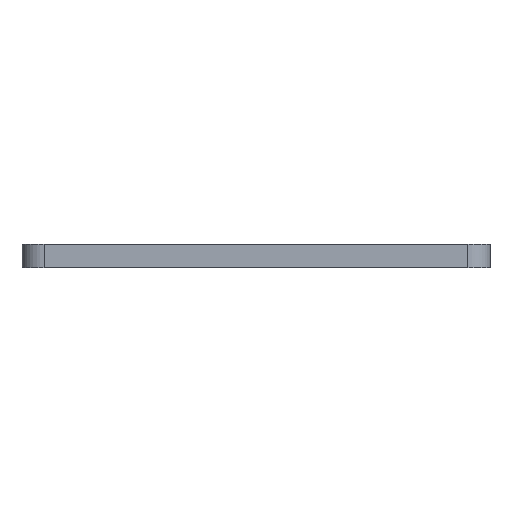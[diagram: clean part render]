
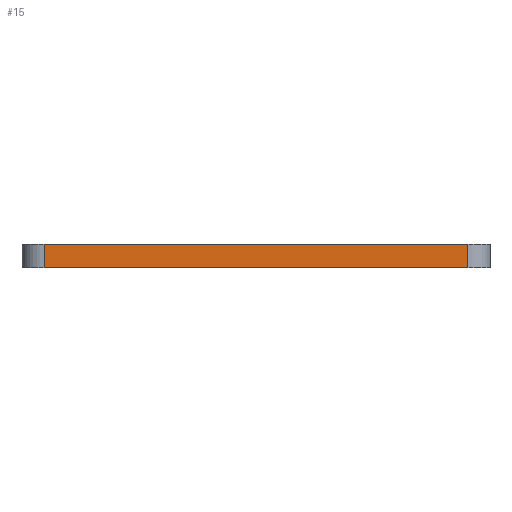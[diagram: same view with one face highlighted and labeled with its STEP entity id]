
A CAD part, left-side view. The second image highlights one B-rep face of the part: STEP entity #15.
In plain terms, the highlighted planar face has unit normal (-1, 0, 0).
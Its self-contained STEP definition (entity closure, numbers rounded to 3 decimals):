
#15=ADVANCED_FACE('',(#97),#1193,.T.);
#97=FACE_OUTER_BOUND('',#175,.T.);
#175=EDGE_LOOP('',(#292,#293,#294,#295));
#292=ORIENTED_EDGE('',*,*,#641,.F.);
#293=ORIENTED_EDGE('',*,*,#623,.F.);
#294=ORIENTED_EDGE('',*,*,#642,.F.);
#295=ORIENTED_EDGE('',*,*,#640,.F.);
#623=EDGE_CURVE('',#1050,#1051,#919,.T.);
#640=EDGE_CURVE('',#1084,#1085,#936,.T.);
#641=EDGE_CURVE('',#1051,#1084,#937,.T.);
#642=EDGE_CURVE('',#1085,#1050,#938,.T.);
#919=B_SPLINE_CURVE_WITH_KNOTS('',1,(#2072,#2073),.UNSPECIFIED.,.F.,.F.,
(2,2),(0.,76.),.UNSPECIFIED.);
#936=B_SPLINE_CURVE_WITH_KNOTS('',1,(#2106,#2107),.UNSPECIFIED.,.F.,.F.,
(2,2),(-76.,0.),.UNSPECIFIED.);
#937=B_SPLINE_CURVE_WITH_KNOTS('',1,(#2108,#2109),.UNSPECIFIED.,.F.,.F.,
(2,2),(-4.15,0.),.UNSPECIFIED.);
#938=B_SPLINE_CURVE_WITH_KNOTS('',1,(#2110,#2111),.UNSPECIFIED.,.F.,.F.,
(2,2),(-4.15,0.),.UNSPECIFIED.);
#1050=VERTEX_POINT('',#1960);
#1051=VERTEX_POINT('',#1961);
#1084=VERTEX_POINT('',#1994);
#1085=VERTEX_POINT('',#1995);
#1193=PLANE('',#1319);
#1319=AXIS2_PLACEMENT_3D('',#1609,#1436,$);
#1436=DIRECTION('',(-1.,0.,0.));
#1609=CARTESIAN_POINT('',(-21.,-24.6,-0.415));
#1960=CARTESIAN_POINT('',(-21.,-17.,0.));
#1961=CARTESIAN_POINT('',(-21.,59.,0.));
#1994=CARTESIAN_POINT('',(-21.,59.,4.15));
#1995=CARTESIAN_POINT('',(-21.,-17.,4.15));
#2072=CARTESIAN_POINT('',(-21.,-17.,0.));
#2073=CARTESIAN_POINT('',(-21.,59.,0.));
#2106=CARTESIAN_POINT('',(-21.,59.,4.15));
#2107=CARTESIAN_POINT('',(-21.,-17.,4.15));
#2108=CARTESIAN_POINT('',(-21.,59.,0.));
#2109=CARTESIAN_POINT('',(-21.,59.,4.15));
#2110=CARTESIAN_POINT('',(-21.,-17.,4.15));
#2111=CARTESIAN_POINT('',(-21.,-17.,0.));
